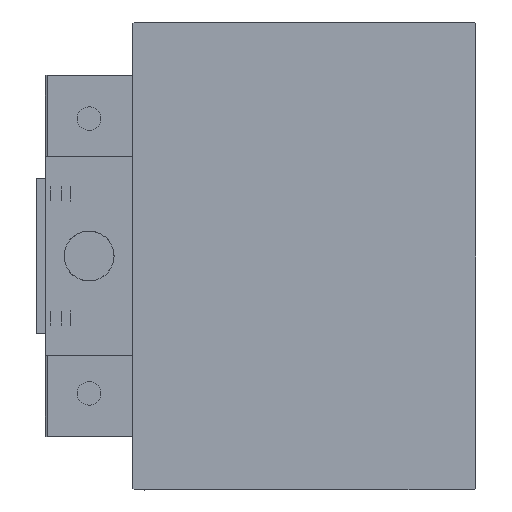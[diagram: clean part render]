
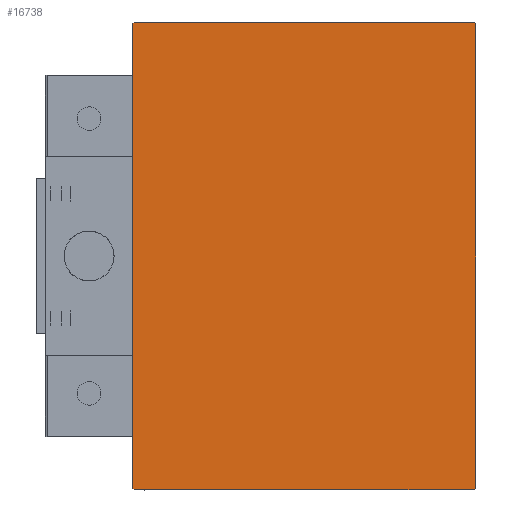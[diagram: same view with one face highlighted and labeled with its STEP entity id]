
A CAD part, left-side view. The second image highlights one B-rep face of the part: STEP entity #16738.
In plain terms, the highlighted face is planar.
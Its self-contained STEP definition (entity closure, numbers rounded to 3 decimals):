
#462 = DIRECTION ( 'NONE',  ( 0., 0.707, -0.707 ) ) ;
#467 = EDGE_CURVE ( 'NONE', #5156, #30910, #33284, .T. ) ;
#1783 = FACE_OUTER_BOUND ( 'NONE', #28183, .T. ) ;
#2271 = VECTOR ( 'NONE', #41209, 1000. ) ;
#2886 = CARTESIAN_POINT ( 'NONE',  ( 175., -27.5, -37.2 ) ) ;
#4936 = VERTEX_POINT ( 'NONE', #2886 ) ;
#5156 = VERTEX_POINT ( 'NONE', #38067 ) ;
#6483 = VECTOR ( 'NONE', #36230, 1000. ) ;
#6907 = DIRECTION ( 'NONE',  ( 0., 0., 1. ) ) ;
#7256 = CARTESIAN_POINT ( 'NONE',  ( 175., 32.35, 32.35 ) ) ;
#9341 = VERTEX_POINT ( 'NONE', #46394 ) ;
#10339 = ORIENTED_EDGE ( 'NONE', *, *, #19330, .T. ) ;
#11598 = VERTEX_POINT ( 'NONE', #52045 ) ;
#11790 = CARTESIAN_POINT ( 'NONE',  ( 175., -27.5, 37.2 ) ) ;
#13427 = DIRECTION ( 'NONE',  ( 0., 0., -1. ) ) ;
#13716 = EDGE_CURVE ( 'NONE', #46683, #23248, #49364, .T. ) ;
#14228 = DIRECTION ( 'NONE',  ( 0., -0.707, -0.707 ) ) ;
#14468 = CARTESIAN_POINT ( 'NONE',  ( 175., 27.5, -37.5 ) ) ;
#14498 = EDGE_CURVE ( 'NONE', #30910, #9341, #43488, .T. ) ;
#16152 = LINE ( 'NONE', #7256, #6483 ) ;
#16738 = ADVANCED_FACE ( 'NONE', ( #1783 ), #34823, .T. ) ;
#16945 = LINE ( 'NONE', #46514, #42589 ) ;
#16957 = CARTESIAN_POINT ( 'NONE',  ( 175., -27.5, -37.5 ) ) ;
#17114 = VECTOR ( 'NONE', #21069, 1000. ) ;
#18109 = ORIENTED_EDGE ( 'NONE', *, *, #14498, .T. ) ;
#18579 = AXIS2_PLACEMENT_3D ( 'NONE', #26675, #46784, #13427 ) ;
#18948 = CARTESIAN_POINT ( 'NONE',  ( 175., -27.5, 37.5 ) ) ;
#19185 = EDGE_CURVE ( 'NONE', #9341, #46683, #16152, .T. ) ;
#19330 = EDGE_CURVE ( 'NONE', #11598, #5156, #37303, .T. ) ;
#20001 = ORIENTED_EDGE ( 'NONE', *, *, #13716, .T. ) ;
#21069 = DIRECTION ( 'NONE',  ( 0., 0.707, 0.707 ) ) ;
#22347 = LINE ( 'NONE', #43506, #24387 ) ;
#22707 = VECTOR ( 'NONE', #34974, 1000. ) ;
#23248 = VERTEX_POINT ( 'NONE', #34170 ) ;
#24114 = VERTEX_POINT ( 'NONE', #11790 ) ;
#24387 = VECTOR ( 'NONE', #14228, 1000. ) ;
#26296 = VECTOR ( 'NONE', #6907, 1000. ) ;
#26675 = CARTESIAN_POINT ( 'NONE',  ( 175., 0., 0. ) ) ;
#28183 = EDGE_LOOP ( 'NONE', ( #10339, #36371, #18109, #43098, #20001, #44137, #52062, #49550 ) ) ;
#30910 = VERTEX_POINT ( 'NONE', #42695 ) ;
#33284 = LINE ( 'NONE', #37089, #17114 ) ;
#34170 = CARTESIAN_POINT ( 'NONE',  ( 175., -27.2, 37.5 ) ) ;
#34823 = PLANE ( 'NONE',  #18579 ) ;
#34974 = DIRECTION ( 'NONE',  ( 0., 0., -1. ) ) ;
#36230 = DIRECTION ( 'NONE',  ( 0., -0.707, 0.707 ) ) ;
#36371 = ORIENTED_EDGE ( 'NONE', *, *, #467, .T. ) ;
#37089 = CARTESIAN_POINT ( 'NONE',  ( 175., 32.35, -32.35 ) ) ;
#37303 = LINE ( 'NONE', #16957, #48884 ) ;
#38067 = CARTESIAN_POINT ( 'NONE',  ( 175., 27.2, -37.5 ) ) ;
#39361 = DIRECTION ( 'NONE',  ( 0., 1., 0. ) ) ;
#41209 = DIRECTION ( 'NONE',  ( 0., -1., 0. ) ) ;
#42589 = VECTOR ( 'NONE', #462, 1000. ) ;
#42695 = CARTESIAN_POINT ( 'NONE',  ( 175., 27.5, -37.2 ) ) ;
#42791 = EDGE_CURVE ( 'NONE', #4936, #11598, #16945, .T. ) ;
#43098 = ORIENTED_EDGE ( 'NONE', *, *, #19185, .T. ) ;
#43488 = LINE ( 'NONE', #14468, #26296 ) ;
#43506 = CARTESIAN_POINT ( 'NONE',  ( 175., -32.35, 32.35 ) ) ;
#43579 = EDGE_CURVE ( 'NONE', #23248, #24114, #22347, .T. ) ;
#44137 = ORIENTED_EDGE ( 'NONE', *, *, #43579, .T. ) ;
#44278 = EDGE_CURVE ( 'NONE', #24114, #4936, #52053, .T. ) ;
#46242 = CARTESIAN_POINT ( 'NONE',  ( 175., 27.2, 37.5 ) ) ;
#46394 = CARTESIAN_POINT ( 'NONE',  ( 175., 27.5, 37.2 ) ) ;
#46514 = CARTESIAN_POINT ( 'NONE',  ( 175., -32.35, -32.35 ) ) ;
#46683 = VERTEX_POINT ( 'NONE', #46242 ) ;
#46784 = DIRECTION ( 'NONE',  ( 1., 0., 0. ) ) ;
#48884 = VECTOR ( 'NONE', #39361, 1000. ) ;
#49364 = LINE ( 'NONE', #50425, #2271 ) ;
#49550 = ORIENTED_EDGE ( 'NONE', *, *, #42791, .T. ) ;
#50425 = CARTESIAN_POINT ( 'NONE',  ( 175., 27.5, 37.5 ) ) ;
#52045 = CARTESIAN_POINT ( 'NONE',  ( 175., -27.2, -37.5 ) ) ;
#52053 = LINE ( 'NONE', #18948, #22707 ) ;
#52062 = ORIENTED_EDGE ( 'NONE', *, *, #44278, .T. ) ;
